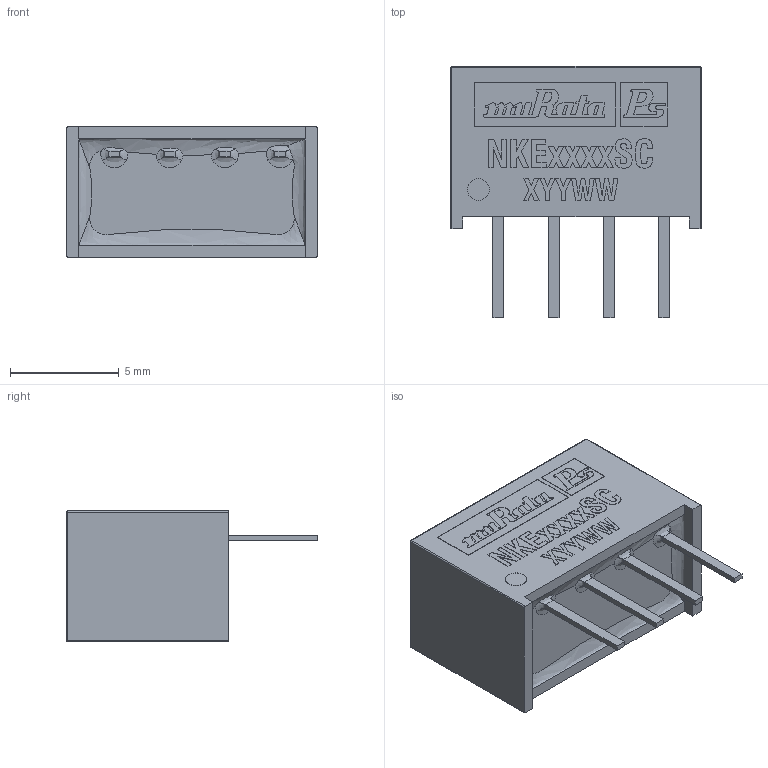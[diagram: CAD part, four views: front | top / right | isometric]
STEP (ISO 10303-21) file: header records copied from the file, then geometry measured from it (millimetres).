
FILE_DESCRIPTION (( 'STEP AP214' ), '1' );
FILE_NAME ('mps_dcdc_nke_sc_a.STEP', '2014-10-04T09:48:26', ( '' ), ( '' ), 'SwSTEP 2.0', 'SolidWorks 2014', '' );
FILE_SCHEMA (( 'AUTOMOTIVE_DESIGN' ));
Length unit declared in the file: millimetre
Products named in the file (1): mps_dcdc_nke_sc_a
Bounding box: 11.5 x 11.58 x 6.02 mm (x, y, z)
Volume: 248.4 mm3; surface area: 879.6 mm2
Topology: 41 solids, 41 shells, 826 faces, 2223 edges, 1475 vertices
Faces by surface type: plane 518, cylinder 232, bspline 72, sphere 4
Full cylindrical faces by diameter (mm): 1 x1
Entity records: 38448 total; most frequent: CARTESIAN_POINT 8324, ORIENTED_EDGE 4436, DIRECTION 4013, EDGE_CURVE 2218, VECTOR 1575, LINE 1575, VERTEX_POINT 1475, AXIS2_PLACEMENT_3D 1219
